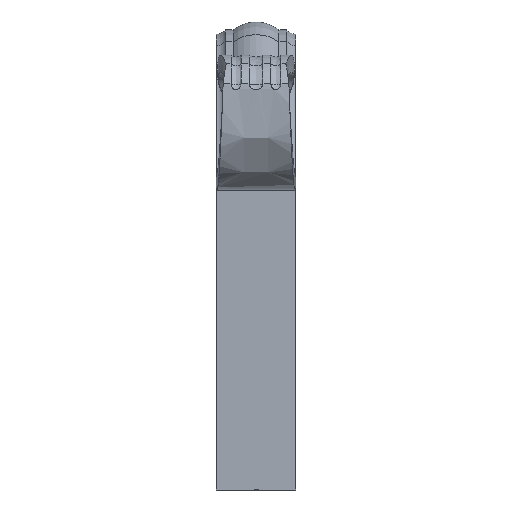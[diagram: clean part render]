
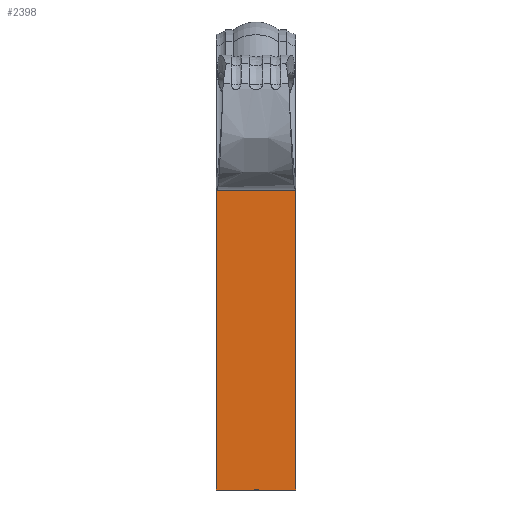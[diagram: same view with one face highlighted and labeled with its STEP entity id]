
A CAD part, front view. The second image highlights one B-rep face of the part: STEP entity #2398.
In plain terms, the highlighted planar face has unit normal (0, -1, 0).
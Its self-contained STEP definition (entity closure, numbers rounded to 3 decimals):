
#301 = VECTOR ( 'NONE', #11124, 1000. ) ;
#616 = EDGE_CURVE ( 'NONE', #14775, #4838, #9022, .T. ) ;
#986 = LINE ( 'NONE', #11241, #14903 ) ;
#1050 = CARTESIAN_POINT ( 'NONE',  ( 20., -12., 0. ) ) ;
#1312 = CARTESIAN_POINT ( 'NONE',  ( 20., -12., 0. ) ) ;
#1699 = FACE_OUTER_BOUND ( 'NONE', #5626, .T. ) ;
#2398 = ADVANCED_FACE ( 'NONE', ( #1699 ), #4680, .T. ) ;
#2883 = CARTESIAN_POINT ( 'NONE',  ( -20., -12., 175. ) ) ;
#2961 = ORIENTED_EDGE ( 'NONE', *, *, #14963, .F. ) ;
#3661 = CARTESIAN_POINT ( 'NONE',  ( -20., -12., 0. ) ) ;
#3668 = DIRECTION ( 'NONE',  ( 0., -1., 0. ) ) ;
#4198 = AXIS2_PLACEMENT_3D ( 'NONE', #1312, #3668, #4817 ) ;
#4680 = PLANE ( 'NONE',  #4198 ) ;
#4799 = VERTEX_POINT ( 'NONE', #2883 ) ;
#4817 = DIRECTION ( 'NONE',  ( 1., 0., 0. ) ) ;
#4838 = VERTEX_POINT ( 'NONE', #1050 ) ;
#4944 = ORIENTED_EDGE ( 'NONE', *, *, #616, .T. ) ;
#5367 = DIRECTION ( 'NONE',  ( 1., 0., 0. ) ) ;
#5626 = EDGE_LOOP ( 'NONE', ( #6449, #2961, #11535, #4944 ) ) ;
#6021 = CARTESIAN_POINT ( 'NONE',  ( 20., -12., 175. ) ) ;
#6369 = CARTESIAN_POINT ( 'NONE',  ( 20., -12., 0. ) ) ;
#6449 = ORIENTED_EDGE ( 'NONE', *, *, #9829, .T. ) ;
#8554 = CARTESIAN_POINT ( 'NONE',  ( 20., -12., 0. ) ) ;
#9022 = LINE ( 'NONE', #6369, #14914 ) ;
#9829 = EDGE_CURVE ( 'NONE', #4838, #13992, #10544, .T. ) ;
#10544 = LINE ( 'NONE', #8554, #301 ) ;
#11124 = DIRECTION ( 'NONE',  ( 0., 0., 1. ) ) ;
#11241 = CARTESIAN_POINT ( 'NONE',  ( 20., -12., 175. ) ) ;
#11535 = ORIENTED_EDGE ( 'NONE', *, *, #11722, .F. ) ;
#11722 = EDGE_CURVE ( 'NONE', #14775, #4799, #11793, .T. ) ;
#11793 = LINE ( 'NONE', #14414, #13640 ) ;
#13340 = DIRECTION ( 'NONE',  ( 0., 0., 1. ) ) ;
#13640 = VECTOR ( 'NONE', #13340, 1000. ) ;
#13992 = VERTEX_POINT ( 'NONE', #6021 ) ;
#14414 = CARTESIAN_POINT ( 'NONE',  ( -20., -12., 0. ) ) ;
#14579 = DIRECTION ( 'NONE',  ( 1., 0., 0. ) ) ;
#14775 = VERTEX_POINT ( 'NONE', #3661 ) ;
#14903 = VECTOR ( 'NONE', #5367, 1000. ) ;
#14914 = VECTOR ( 'NONE', #14579, 1000. ) ;
#14963 = EDGE_CURVE ( 'NONE', #4799, #13992, #986, .T. ) ;
